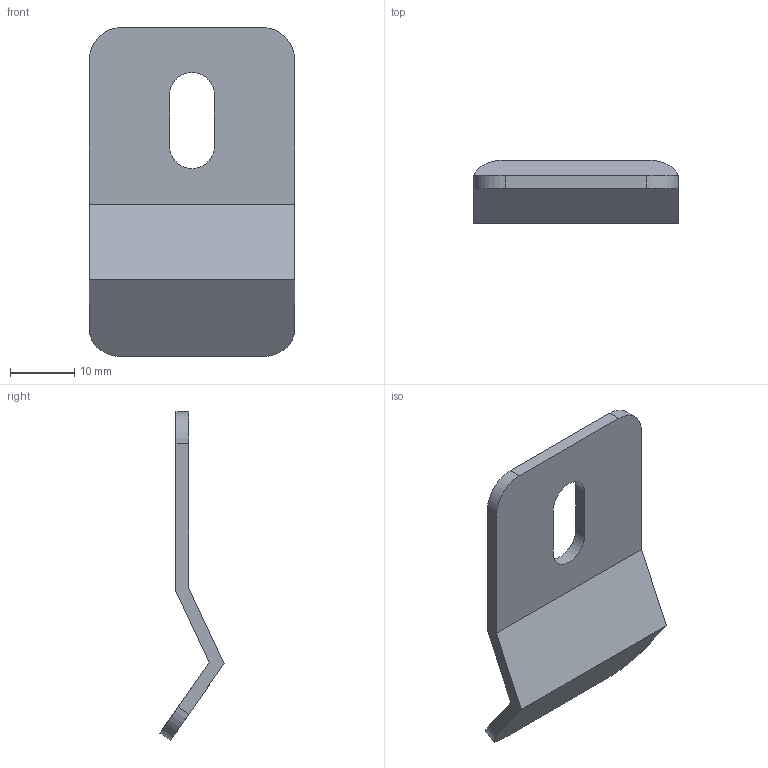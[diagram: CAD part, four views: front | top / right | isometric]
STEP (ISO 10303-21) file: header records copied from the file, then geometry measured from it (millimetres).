
FILE_DESCRIPTION (( 'STEP AP214' ), '1' );
FILE_NAME ('岓臍 195.00.01 砎鳽鳻.SLDPRTS20_CLM40D-PL.STEP', '2021-03-02T07:06:48', ( '' ), ( '' ), 'SwSTEP 2.0', 'SolidWorks 2017', '' );
FILE_SCHEMA (( 'AUTOMOTIVE_DESIGN' ));
Length unit declared in the file: millimetre
Products named in the file (1): 岓臍 195.00.01 砎鳽鳻.SLDPRTS20_CLM40D-PL
Bounding box: 32 x 10 x 51.3 mm (x, y, z)
Volume: 3252.3 mm3; surface area: 3656.9 mm2
Topology: 1 solids, 1 shells, 19 faces, 51 edges, 34 vertices
Faces by surface type: plane 12, cylinder 7
Entity records: 637 total; most frequent: DIRECTION 105, CARTESIAN_POINT 105, ORIENTED_EDGE 102, EDGE_CURVE 51, LINE 37, VECTOR 37, AXIS2_PLACEMENT_3D 34, VERTEX_POINT 34
